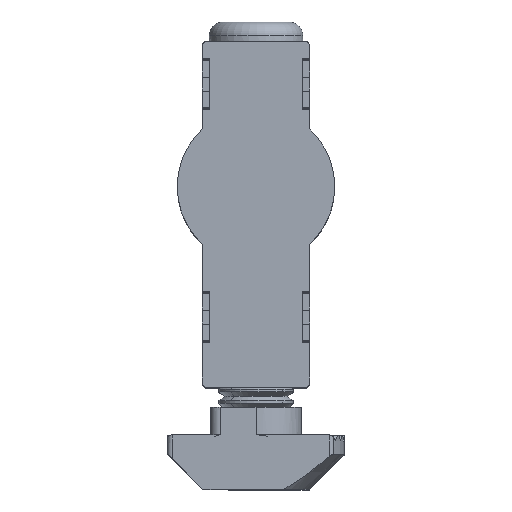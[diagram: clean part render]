
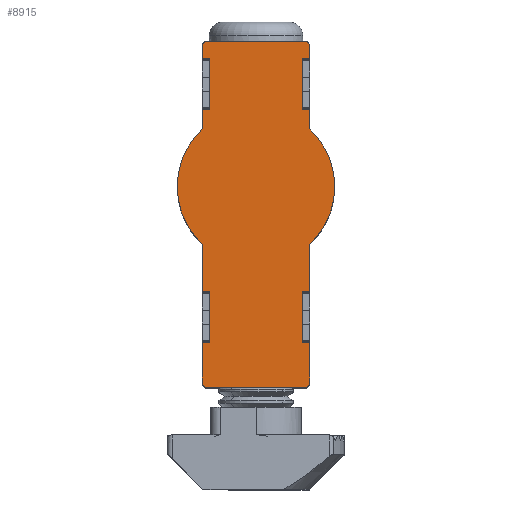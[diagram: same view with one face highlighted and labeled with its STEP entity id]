
A CAD part, top view. The second image highlights one B-rep face of the part: STEP entity #8915.
In plain terms, the highlighted planar face has unit normal (0, 0, 1).
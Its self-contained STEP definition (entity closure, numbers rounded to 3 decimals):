
#357=PLANE('',#9982);
#747=LINE('',#16383,#1419);
#761=LINE('',#16412,#1433);
#777=LINE('',#16445,#1449);
#793=LINE('',#16478,#1465);
#868=LINE('',#16684,#1540);
#871=LINE('',#16690,#1543);
#874=LINE('',#16698,#1546);
#876=LINE('',#16703,#1548);
#880=LINE('',#16711,#1552);
#882=LINE('',#16717,#1554);
#885=LINE('',#16723,#1557);
#889=LINE('',#16735,#1561);
#890=LINE('',#16738,#1562);
#892=LINE('',#16744,#1564);
#895=LINE('',#16750,#1567);
#896=LINE('',#16754,#1568);
#900=LINE('',#16763,#1572);
#904=LINE('',#16771,#1576);
#906=LINE('',#16777,#1578);
#909=LINE('',#16783,#1581);
#913=LINE('',#16795,#1585);
#914=LINE('',#16798,#1586);
#1419=VECTOR('',#12016,1000.);
#1433=VECTOR('',#12036,1000.);
#1449=VECTOR('',#12058,1000.);
#1465=VECTOR('',#12080,1000.);
#1540=VECTOR('',#12173,1000.);
#1543=VECTOR('',#12178,1000.);
#1546=VECTOR('',#12183,1000.);
#1548=VECTOR('',#12187,1000.);
#1552=VECTOR('',#12195,1000.);
#1554=VECTOR('',#12201,1000.);
#1557=VECTOR('',#12206,1000.);
#1561=VECTOR('',#12218,1000.);
#1562=VECTOR('',#12223,1000.);
#1564=VECTOR('',#12229,1000.);
#1567=VECTOR('',#12234,1000.);
#1568=VECTOR('',#12237,1000.);
#1572=VECTOR('',#12243,1000.);
#1576=VECTOR('',#12251,1000.);
#1578=VECTOR('',#12257,1000.);
#1581=VECTOR('',#12262,1000.);
#1585=VECTOR('',#12274,1000.);
#1586=VECTOR('',#12279,1000.);
#2434=FACE_OUTER_BOUND('',#2975,.T.);
#2975=EDGE_LOOP('',(#7650,#7651,#7652,#7653,#7654,#7655,#7656,#7657,#7658,
#7659,#7660,#7661,#7662,#7663,#7664,#7665,#7666,#7667,#7668,#7669,#7670,
#7671,#7672,#7673,#7674,#7675,#7676,#7677));
#3605=CIRCLE('',#9962,8.45);
#3611=CIRCLE('',#9978,8.45);
#3613=CIRCLE('',#9983,0.5);
#3614=CIRCLE('',#9984,0.5);
#3615=CIRCLE('',#9985,0.5);
#3616=CIRCLE('',#9986,0.5);
#4157=VERTEX_POINT('',#16380);
#4158=VERTEX_POINT('',#16382);
#4169=VERTEX_POINT('',#16409);
#4170=VERTEX_POINT('',#16411);
#4183=VERTEX_POINT('',#16442);
#4184=VERTEX_POINT('',#16444);
#4197=VERTEX_POINT('',#16475);
#4198=VERTEX_POINT('',#16477);
#4272=VERTEX_POINT('',#16682);
#4274=VERTEX_POINT('',#16688);
#4277=VERTEX_POINT('',#16695);
#4278=VERTEX_POINT('',#16697);
#4279=VERTEX_POINT('',#16701);
#4280=VERTEX_POINT('',#16702);
#4284=VERTEX_POINT('',#16715);
#4286=VERTEX_POINT('',#16721);
#4288=VERTEX_POINT('',#16727);
#4290=VERTEX_POINT('',#16733);
#4292=VERTEX_POINT('',#16742);
#4294=VERTEX_POINT('',#16748);
#4295=VERTEX_POINT('',#16752);
#4296=VERTEX_POINT('',#16753);
#4299=VERTEX_POINT('',#16761);
#4300=VERTEX_POINT('',#16762);
#4304=VERTEX_POINT('',#16775);
#4306=VERTEX_POINT('',#16781);
#4308=VERTEX_POINT('',#16787);
#4310=VERTEX_POINT('',#16793);
#5292=EDGE_CURVE('',#4158,#4157,#747,.T.);
#5306=EDGE_CURVE('',#4170,#4169,#761,.T.);
#5322=EDGE_CURVE('',#4184,#4183,#777,.T.);
#5338=EDGE_CURVE('',#4198,#4197,#793,.T.);
#5428=EDGE_CURVE('',#4197,#4272,#868,.T.);
#5431=EDGE_CURVE('',#4272,#4274,#871,.T.);
#5434=EDGE_CURVE('',#4278,#4277,#874,.T.);
#5436=EDGE_CURVE('',#4279,#4280,#876,.T.);
#5441=EDGE_CURVE('',#4280,#4184,#880,.T.);
#5444=EDGE_CURVE('',#4183,#4284,#882,.T.);
#5447=EDGE_CURVE('',#4284,#4286,#885,.T.);
#5450=EDGE_CURVE('',#4286,#4288,#3605,.T.);
#5453=EDGE_CURVE('',#4288,#4290,#889,.T.);
#5455=EDGE_CURVE('',#4290,#4170,#890,.T.);
#5458=EDGE_CURVE('',#4169,#4292,#892,.T.);
#5461=EDGE_CURVE('',#4292,#4294,#895,.T.);
#5462=EDGE_CURVE('',#4295,#4296,#896,.T.);
#5466=EDGE_CURVE('',#4299,#4300,#900,.T.);
#5471=EDGE_CURVE('',#4300,#4158,#904,.T.);
#5474=EDGE_CURVE('',#4157,#4304,#906,.T.);
#5477=EDGE_CURVE('',#4304,#4306,#909,.T.);
#5480=EDGE_CURVE('',#4306,#4308,#3611,.T.);
#5483=EDGE_CURVE('',#4308,#4310,#913,.T.);
#5485=EDGE_CURVE('',#4310,#4198,#914,.T.);
#5486=EDGE_CURVE('',#4294,#4295,#3613,.T.);
#5487=EDGE_CURVE('',#4296,#4299,#3614,.T.);
#5488=EDGE_CURVE('',#4274,#4278,#3615,.T.);
#5489=EDGE_CURVE('',#4277,#4279,#3616,.T.);
#7650=ORIENTED_EDGE('',*,*,#5461,.T.);
#7651=ORIENTED_EDGE('',*,*,#5486,.T.);
#7652=ORIENTED_EDGE('',*,*,#5462,.T.);
#7653=ORIENTED_EDGE('',*,*,#5487,.T.);
#7654=ORIENTED_EDGE('',*,*,#5466,.T.);
#7655=ORIENTED_EDGE('',*,*,#5471,.T.);
#7656=ORIENTED_EDGE('',*,*,#5292,.T.);
#7657=ORIENTED_EDGE('',*,*,#5474,.T.);
#7658=ORIENTED_EDGE('',*,*,#5477,.T.);
#7659=ORIENTED_EDGE('',*,*,#5480,.T.);
#7660=ORIENTED_EDGE('',*,*,#5483,.T.);
#7661=ORIENTED_EDGE('',*,*,#5485,.T.);
#7662=ORIENTED_EDGE('',*,*,#5338,.T.);
#7663=ORIENTED_EDGE('',*,*,#5428,.T.);
#7664=ORIENTED_EDGE('',*,*,#5431,.T.);
#7665=ORIENTED_EDGE('',*,*,#5488,.T.);
#7666=ORIENTED_EDGE('',*,*,#5434,.T.);
#7667=ORIENTED_EDGE('',*,*,#5489,.T.);
#7668=ORIENTED_EDGE('',*,*,#5436,.T.);
#7669=ORIENTED_EDGE('',*,*,#5441,.T.);
#7670=ORIENTED_EDGE('',*,*,#5322,.T.);
#7671=ORIENTED_EDGE('',*,*,#5444,.T.);
#7672=ORIENTED_EDGE('',*,*,#5447,.T.);
#7673=ORIENTED_EDGE('',*,*,#5450,.T.);
#7674=ORIENTED_EDGE('',*,*,#5453,.T.);
#7675=ORIENTED_EDGE('',*,*,#5455,.T.);
#7676=ORIENTED_EDGE('',*,*,#5306,.T.);
#7677=ORIENTED_EDGE('',*,*,#5458,.T.);
#8915=ADVANCED_FACE('',(#2434),#357,.T.);
#9962=AXIS2_PLACEMENT_3D('',#16729,#12212,#12213);
#9978=AXIS2_PLACEMENT_3D('',#16789,#12268,#12269);
#9982=AXIS2_PLACEMENT_3D('',#16799,#12280,#12281);
#9983=AXIS2_PLACEMENT_3D('',#16800,#12282,#12283);
#9984=AXIS2_PLACEMENT_3D('',#16801,#12284,#12285);
#9985=AXIS2_PLACEMENT_3D('',#16802,#12286,#12287);
#9986=AXIS2_PLACEMENT_3D('',#16803,#12288,#12289);
#12016=DIRECTION('',(0.,-1.,0.));
#12036=DIRECTION('',(0.,1.,0.));
#12058=DIRECTION('',(0.,1.,0.));
#12080=DIRECTION('',(0.,-1.,0.));
#12173=DIRECTION('',(-1.,0.,0.));
#12178=DIRECTION('',(0.,-1.,0.));
#12183=DIRECTION('',(1.,0.,0.));
#12187=DIRECTION('',(0.,1.,0.));
#12195=DIRECTION('',(-1.,0.,0.));
#12201=DIRECTION('',(1.,0.,0.));
#12206=DIRECTION('',(0.,1.,0.));
#12212=DIRECTION('center_axis',(0.,0.,1.));
#12213=DIRECTION('ref_axis',(0.,1.,0.));
#12218=DIRECTION('',(0.,1.,0.));
#12223=DIRECTION('',(-1.,0.,0.));
#12229=DIRECTION('',(1.,0.,0.));
#12234=DIRECTION('',(0.,1.,0.));
#12237=DIRECTION('',(-1.,0.,0.));
#12243=DIRECTION('',(0.,-1.,0.));
#12251=DIRECTION('',(1.,0.,0.));
#12257=DIRECTION('',(-1.,0.,0.));
#12262=DIRECTION('',(0.,-1.,0.));
#12268=DIRECTION('center_axis',(0.,0.,1.));
#12269=DIRECTION('ref_axis',(0.,1.,0.));
#12274=DIRECTION('',(0.,-1.,0.));
#12279=DIRECTION('',(1.,0.,0.));
#12280=DIRECTION('center_axis',(0.,0.,1.));
#12281=DIRECTION('ref_axis',(0.,1.,0.));
#12282=DIRECTION('center_axis',(0.,0.,1.));
#12283=DIRECTION('ref_axis',(0.,1.,0.));
#12284=DIRECTION('center_axis',(0.,0.,1.));
#12285=DIRECTION('ref_axis',(0.,1.,0.));
#12286=DIRECTION('center_axis',(0.,0.,1.));
#12287=DIRECTION('ref_axis',(0.,1.,0.));
#12288=DIRECTION('center_axis',(0.,0.,1.));
#12289=DIRECTION('ref_axis',(0.,1.,0.));
#16380=CARTESIAN_POINT('',(-7.94,12.604,43.554));
#16382=CARTESIAN_POINT('',(-7.94,18.004,43.554));
#16383=CARTESIAN_POINT('',(-7.94,12.604,43.554));
#16409=CARTESIAN_POINT('',(1.96,18.004,43.554));
#16411=CARTESIAN_POINT('',(1.96,12.604,43.554));
#16412=CARTESIAN_POINT('',(1.96,12.604,43.554));
#16442=CARTESIAN_POINT('',(1.96,-6.996,43.554));
#16444=CARTESIAN_POINT('',(1.96,-12.396,43.554));
#16445=CARTESIAN_POINT('',(1.96,-12.396,43.554));
#16475=CARTESIAN_POINT('',(-7.94,-12.396,43.554));
#16477=CARTESIAN_POINT('',(-7.94,-6.996,43.554));
#16478=CARTESIAN_POINT('',(-7.94,-12.396,43.554));
#16682=CARTESIAN_POINT('',(-8.74,-12.396,43.554));
#16684=CARTESIAN_POINT('',(-8.74,-12.396,43.554));
#16688=CARTESIAN_POINT('',(-8.74,-16.796,43.554));
#16690=CARTESIAN_POINT('',(-8.74,-17.296,43.554));
#16695=CARTESIAN_POINT('',(2.26,-17.296,43.554));
#16697=CARTESIAN_POINT('',(-8.24,-17.296,43.554));
#16698=CARTESIAN_POINT('',(-8.74,-17.296,43.554));
#16701=CARTESIAN_POINT('',(2.76,-16.796,43.554));
#16702=CARTESIAN_POINT('',(2.76,-12.396,43.554));
#16703=CARTESIAN_POINT('',(2.76,-17.296,43.554));
#16711=CARTESIAN_POINT('',(1.96,-12.396,43.554));
#16715=CARTESIAN_POINT('',(2.76,-6.996,43.554));
#16717=CARTESIAN_POINT('',(1.96,-6.996,43.554));
#16721=CARTESIAN_POINT('',(2.76,-1.887,43.554));
#16723=CARTESIAN_POINT('',(2.76,-6.996,43.554));
#16727=CARTESIAN_POINT('',(2.76,10.496,43.554));
#16729=CARTESIAN_POINT('Origin',(-2.99,4.304,43.554));
#16733=CARTESIAN_POINT('',(2.76,12.604,43.554));
#16735=CARTESIAN_POINT('',(2.76,10.496,43.554));
#16738=CARTESIAN_POINT('',(1.96,12.604,43.554));
#16742=CARTESIAN_POINT('',(2.76,18.004,43.554));
#16744=CARTESIAN_POINT('',(1.96,18.004,43.554));
#16748=CARTESIAN_POINT('',(2.76,19.404,43.554));
#16750=CARTESIAN_POINT('',(2.76,18.004,43.554));
#16752=CARTESIAN_POINT('',(2.26,19.904,43.554));
#16753=CARTESIAN_POINT('',(-8.24,19.904,43.554));
#16754=CARTESIAN_POINT('',(-8.74,19.904,43.554));
#16761=CARTESIAN_POINT('',(-8.74,19.404,43.554));
#16762=CARTESIAN_POINT('',(-8.74,18.004,43.554));
#16763=CARTESIAN_POINT('',(-8.74,18.004,43.554));
#16771=CARTESIAN_POINT('',(-8.74,18.004,43.554));
#16775=CARTESIAN_POINT('',(-8.74,12.604,43.554));
#16777=CARTESIAN_POINT('',(-8.74,12.604,43.554));
#16781=CARTESIAN_POINT('',(-8.74,10.496,43.554));
#16783=CARTESIAN_POINT('',(-8.74,10.496,43.554));
#16787=CARTESIAN_POINT('',(-8.74,-1.887,43.554));
#16789=CARTESIAN_POINT('Origin',(-2.99,4.304,43.554));
#16793=CARTESIAN_POINT('',(-8.74,-6.996,43.554));
#16795=CARTESIAN_POINT('',(-8.74,-6.996,43.554));
#16798=CARTESIAN_POINT('',(-8.74,-6.996,43.554));
#16799=CARTESIAN_POINT('Origin',(-2.99,4.304,43.554));
#16800=CARTESIAN_POINT('Origin',(2.26,19.404,43.554));
#16801=CARTESIAN_POINT('Origin',(-8.24,19.404,43.554));
#16802=CARTESIAN_POINT('Origin',(-8.24,-16.796,43.554));
#16803=CARTESIAN_POINT('Origin',(2.26,-16.796,43.554));
